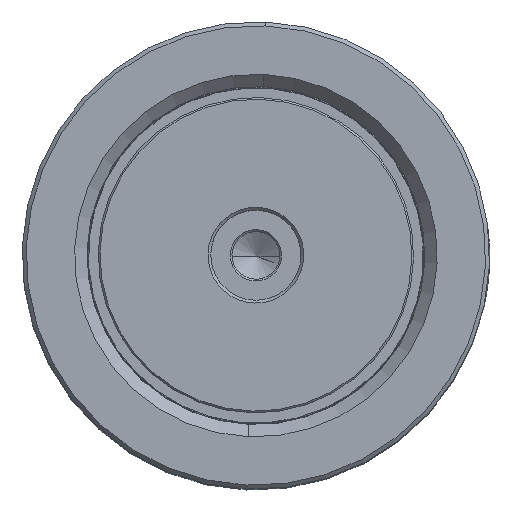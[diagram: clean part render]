
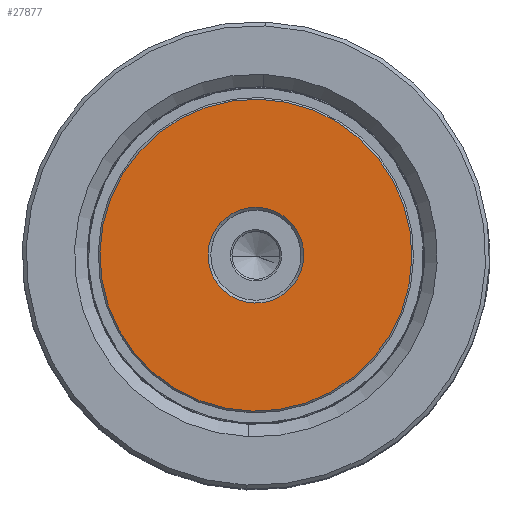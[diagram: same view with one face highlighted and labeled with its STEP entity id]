
A CAD part, top view. The second image highlights one B-rep face of the part: STEP entity #27877.
In plain terms, the highlighted face is planar.
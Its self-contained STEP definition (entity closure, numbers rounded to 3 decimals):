
#402 = DIRECTION ( 'NONE',  ( 0., 0., 1. ) ) ;
#1862 = AXIS2_PLACEMENT_3D ( 'NONE', #37843, #402, #41448 ) ;
#2012 = VERTEX_POINT ( 'NONE', #18688 ) ;
#4249 = EDGE_CURVE ( 'NONE', #36798, #2012, #5445, .T. ) ;
#4413 = FACE_BOUND ( 'NONE', #42158, .T. ) ;
#4874 = FACE_OUTER_BOUND ( 'NONE', #6743, .T. ) ;
#4895 = DIRECTION ( 'NONE',  ( 0., 0., 1. ) ) ;
#5445 = CIRCLE ( 'NONE', #11694, 8.5 ) ;
#5462 = DIRECTION ( 'NONE',  ( 1., 0., 0. ) ) ;
#6743 = EDGE_LOOP ( 'NONE', ( #20225, #32247 ) ) ;
#6890 = PLANE ( 'NONE',  #1862 ) ;
#8310 = AXIS2_PLACEMENT_3D ( 'NONE', #11847, #18741, #37009 ) ;
#9207 = DIRECTION ( 'NONE',  ( 0., 0., -1. ) ) ;
#11335 = EDGE_CURVE ( 'NONE', #24550, #22357, #43973, .T. ) ;
#11539 = EDGE_CURVE ( 'NONE', #22357, #24550, #33766, .T. ) ;
#11694 = AXIS2_PLACEMENT_3D ( 'NONE', #39747, #4895, #42748 ) ;
#11847 = CARTESIAN_POINT ( 'NONE',  ( 0., 0., 0. ) ) ;
#12844 = CARTESIAN_POINT ( 'NONE',  ( 0., 0., 0. ) ) ;
#14858 = EDGE_CURVE ( 'NONE', #2012, #36798, #23944, .T. ) ;
#16446 = AXIS2_PLACEMENT_3D ( 'NONE', #42983, #36081, #32330 ) ;
#18688 = CARTESIAN_POINT ( 'NONE',  ( -8.5, 0., 0. ) ) ;
#18741 = DIRECTION ( 'NONE',  ( 0., 0., -1. ) ) ;
#20225 = ORIENTED_EDGE ( 'NONE', *, *, #11335, .T. ) ;
#20385 = CARTESIAN_POINT ( 'NONE',  ( 8.5, 0., 0. ) ) ;
#22357 = VERTEX_POINT ( 'NONE', #40095 ) ;
#23944 = CIRCLE ( 'NONE', #16446, 8.5 ) ;
#24550 = VERTEX_POINT ( 'NONE', #35550 ) ;
#27877 = ADVANCED_FACE ( 'NONE', ( #4874, #4413 ), #6890, .F. ) ;
#31536 = ORIENTED_EDGE ( 'NONE', *, *, #14858, .T. ) ;
#32207 = AXIS2_PLACEMENT_3D ( 'NONE', #12844, #9207, #5462 ) ;
#32247 = ORIENTED_EDGE ( 'NONE', *, *, #11539, .T. ) ;
#32330 = DIRECTION ( 'NONE',  ( 1., 0., 0. ) ) ;
#32361 = ORIENTED_EDGE ( 'NONE', *, *, #4249, .T. ) ;
#33766 = CIRCLE ( 'NONE', #8310, 27.7 ) ;
#35550 = CARTESIAN_POINT ( 'NONE',  ( 27.7, 0., 0. ) ) ;
#36081 = DIRECTION ( 'NONE',  ( 0., 0., 1. ) ) ;
#36798 = VERTEX_POINT ( 'NONE', #20385 ) ;
#37009 = DIRECTION ( 'NONE',  ( 1., 0., 0. ) ) ;
#37843 = CARTESIAN_POINT ( 'NONE',  ( 0., 0., 0. ) ) ;
#39747 = CARTESIAN_POINT ( 'NONE',  ( 0., 0., 0. ) ) ;
#40095 = CARTESIAN_POINT ( 'NONE',  ( -27.7, 0., 0. ) ) ;
#41448 = DIRECTION ( 'NONE',  ( 1., 0., 0. ) ) ;
#42158 = EDGE_LOOP ( 'NONE', ( #31536, #32361 ) ) ;
#42748 = DIRECTION ( 'NONE',  ( 1., 0., 0. ) ) ;
#42983 = CARTESIAN_POINT ( 'NONE',  ( 0., 0., 0. ) ) ;
#43973 = CIRCLE ( 'NONE', #32207, 27.7 ) ;
